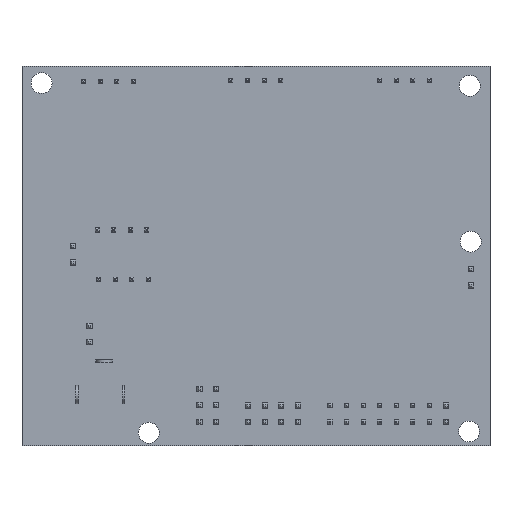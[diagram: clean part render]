
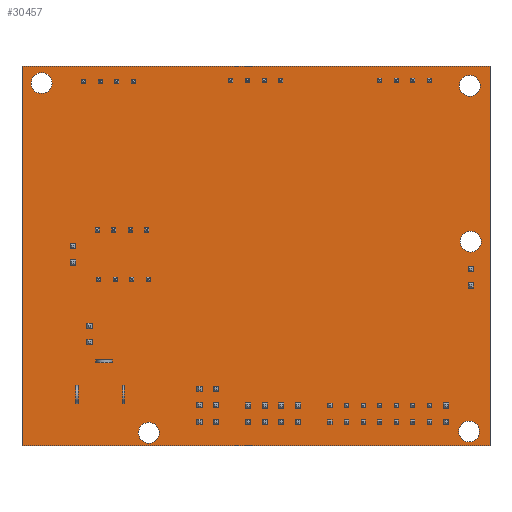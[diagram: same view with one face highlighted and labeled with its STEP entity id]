
A CAD part, front view. The second image highlights one B-rep face of the part: STEP entity #30457.
In plain terms, the highlighted planar face has unit normal (0, -1, 0).
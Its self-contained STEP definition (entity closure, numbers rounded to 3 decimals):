
#1204=LINE('',#42825,#5221);
#1205=LINE('',#42827,#5222);
#1206=LINE('',#42829,#5223);
#1207=LINE('',#42830,#5224);
#5221=VECTOR('',#34768,10.);
#5222=VECTOR('',#34769,10.);
#5223=VECTOR('',#34770,10.);
#5224=VECTOR('',#34771,10.);
#9238=PLANE('',#32726);
#10912=FACE_BOUND('',#12930,.T.);
#10913=FACE_BOUND('',#12931,.T.);
#10914=FACE_BOUND('',#12932,.T.);
#10915=FACE_BOUND('',#12933,.T.);
#10916=FACE_BOUND('',#12934,.T.);
#11149=FACE_OUTER_BOUND('',#12929,.T.);
#12929=EDGE_LOOP('',(#21965,#21966,#21967,#21968));
#12930=EDGE_LOOP('',(#21969));
#12931=EDGE_LOOP('',(#21970));
#12932=EDGE_LOOP('',(#21971));
#12933=EDGE_LOOP('',(#21972));
#12934=EDGE_LOOP('',(#21973));
#14931=CIRCLE('',#32712,1.6);
#14933=CIRCLE('',#32715,1.6);
#14935=CIRCLE('',#32718,1.6);
#14937=CIRCLE('',#32721,1.6);
#14939=CIRCLE('',#32724,1.6);
#15073=VERTEX_POINT('',#42798);
#15075=VERTEX_POINT('',#42803);
#15077=VERTEX_POINT('',#42808);
#15079=VERTEX_POINT('',#42813);
#15081=VERTEX_POINT('',#42818);
#15083=VERTEX_POINT('',#42823);
#15084=VERTEX_POINT('',#42824);
#15085=VERTEX_POINT('',#42826);
#15086=VERTEX_POINT('',#42828);
#17759=EDGE_CURVE('',#15073,#15073,#14931,.T.);
#17761=EDGE_CURVE('',#15075,#15075,#14933,.T.);
#17763=EDGE_CURVE('',#15077,#15077,#14935,.T.);
#17765=EDGE_CURVE('',#15079,#15079,#14937,.T.);
#17767=EDGE_CURVE('',#15081,#15081,#14939,.T.);
#17769=EDGE_CURVE('',#15083,#15084,#1204,.T.);
#17770=EDGE_CURVE('',#15084,#15085,#1205,.T.);
#17771=EDGE_CURVE('',#15085,#15086,#1206,.T.);
#17772=EDGE_CURVE('',#15086,#15083,#1207,.T.);
#21965=ORIENTED_EDGE('',*,*,#17769,.T.);
#21966=ORIENTED_EDGE('',*,*,#17770,.T.);
#21967=ORIENTED_EDGE('',*,*,#17771,.T.);
#21968=ORIENTED_EDGE('',*,*,#17772,.T.);
#21969=ORIENTED_EDGE('',*,*,#17759,.T.);
#21970=ORIENTED_EDGE('',*,*,#17761,.T.);
#21971=ORIENTED_EDGE('',*,*,#17763,.T.);
#21972=ORIENTED_EDGE('',*,*,#17765,.T.);
#21973=ORIENTED_EDGE('',*,*,#17767,.T.);
#30457=ADVANCED_FACE('',(#11149,#10912,#10913,#10914,#10915,#10916),#9238,
 .T.);
#32712=AXIS2_PLACEMENT_3D('',#42799,#34738,#34739);
#32715=AXIS2_PLACEMENT_3D('',#42804,#34744,#34745);
#32718=AXIS2_PLACEMENT_3D('',#42809,#34750,#34751);
#32721=AXIS2_PLACEMENT_3D('',#42814,#34756,#34757);
#32724=AXIS2_PLACEMENT_3D('',#42819,#34762,#34763);
#32726=AXIS2_PLACEMENT_3D('',#42822,#34766,#34767);
#34738=DIRECTION('center_axis',(0.,1.,0.));
#34739=DIRECTION('ref_axis',(1.,0.,0.));
#34744=DIRECTION('center_axis',(0.,1.,0.));
#34745=DIRECTION('ref_axis',(1.,0.,0.));
#34750=DIRECTION('center_axis',(0.,1.,0.));
#34751=DIRECTION('ref_axis',(1.,0.,0.));
#34756=DIRECTION('center_axis',(0.,1.,0.));
#34757=DIRECTION('ref_axis',(1.,0.,0.));
#34762=DIRECTION('center_axis',(0.,1.,0.));
#34763=DIRECTION('ref_axis',(1.,0.,0.));
#34766=DIRECTION('center_axis',(0.,-1.,0.));
#34767=DIRECTION('ref_axis',(0.,0.,-1.));
#34768=DIRECTION('',(-1.,0.,0.));
#34769=DIRECTION('',(0.,0.,-1.));
#34770=DIRECTION('',(1.,0.,0.));
#34771=DIRECTION('',(0.,0.,1.));
#42798=CARTESIAN_POINT('',(-34.425,-0.855,26.475));
#42799=CARTESIAN_POINT('Origin',(-32.825,-0.855,26.475));
#42803=CARTESIAN_POINT('',(31.135,-0.855,26.055));
#42804=CARTESIAN_POINT('Origin',(32.735,-0.855,26.055));
#42808=CARTESIAN_POINT('',(31.275,-0.855,2.205));
#42809=CARTESIAN_POINT('Origin',(32.875,-0.855,2.205));
#42813=CARTESIAN_POINT('',(31.025,-0.855,-26.875));
#42814=CARTESIAN_POINT('Origin',(32.625,-0.855,-26.875));
#42818=CARTESIAN_POINT('',(-18.005,-0.855,-27.075));
#42819=CARTESIAN_POINT('Origin',(-16.405,-0.855,-27.075));
#42822=CARTESIAN_POINT('Origin',(0.,-0.855,0.));
#42823=CARTESIAN_POINT('',(35.825,-0.855,29.075));
#42824=CARTESIAN_POINT('',(-35.825,-0.855,29.075));
#42825=CARTESIAN_POINT('',(-35.825,-0.855,29.075));
#42826=CARTESIAN_POINT('',(-35.825,-0.855,-29.075));
#42827=CARTESIAN_POINT('',(-35.825,-0.855,-29.075));
#42828=CARTESIAN_POINT('',(35.825,-0.855,-29.075));
#42829=CARTESIAN_POINT('',(35.825,-0.855,-29.075));
#42830=CARTESIAN_POINT('',(35.825,-0.855,29.075));
